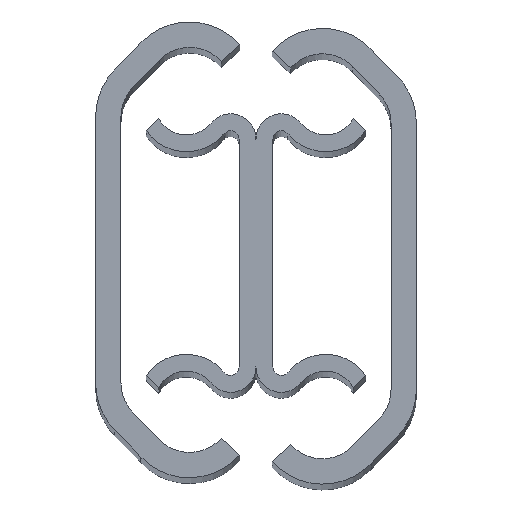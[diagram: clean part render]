
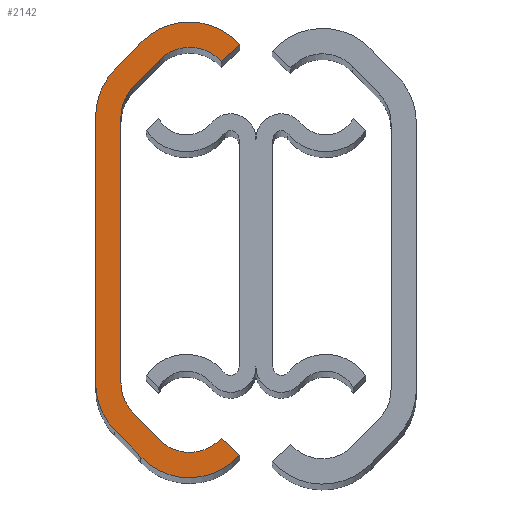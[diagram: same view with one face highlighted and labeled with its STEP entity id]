
A CAD part, top view. The second image highlights one B-rep face of the part: STEP entity #2142.
In plain terms, the highlighted planar face has unit normal (0, 0, 1).
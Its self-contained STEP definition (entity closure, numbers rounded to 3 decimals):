
#7 = VERTEX_POINT ( 'NONE', #1147 ) ;
#36 = ORIENTED_EDGE ( 'NONE', *, *, #2358, .T. ) ;
#47 = ORIENTED_EDGE ( 'NONE', *, *, #2293, .T. ) ;
#53 = ORIENTED_EDGE ( 'NONE', *, *, #2267, .T. ) ;
#67 = ORIENTED_EDGE ( 'NONE', *, *, #2148, .T. ) ;
#83 = ORIENTED_EDGE ( 'NONE', *, *, #2292, .T. ) ;
#86 = ORIENTED_EDGE ( 'NONE', *, *, #2227, .T. ) ;
#90 = ORIENTED_EDGE ( 'NONE', *, *, #2303, .T. ) ;
#98 = ORIENTED_EDGE ( 'NONE', *, *, #2236, .T. ) ;
#127 = VERTEX_POINT ( 'NONE', #1150 ) ;
#134 = VERTEX_POINT ( 'NONE', #1151 ) ;
#135 = VERTEX_POINT ( 'NONE', #1161 ) ;
#140 = VERTEX_POINT ( 'NONE', #1144 ) ;
#141 = ORIENTED_EDGE ( 'NONE', *, *, #2356, .T. ) ;
#162 = VERTEX_POINT ( 'NONE', #1141 ) ;
#171 = ORIENTED_EDGE ( 'NONE', *, *, #2278, .T. ) ;
#176 = EDGE_LOOP ( 'NONE', ( #171, #199, #83, #256, #98, #233, #47, #86, #214, #67, #223, #36, #141, #90, #53, #182 ) ) ;
#182 = ORIENTED_EDGE ( 'NONE', *, *, #2274, .T. ) ;
#195 = VERTEX_POINT ( 'NONE', #1171 ) ;
#199 = ORIENTED_EDGE ( 'NONE', *, *, #2295, .T. ) ;
#204 = VERTEX_POINT ( 'NONE', #1173 ) ;
#213 = VERTEX_POINT ( 'NONE', #1175 ) ;
#214 = ORIENTED_EDGE ( 'NONE', *, *, #2254, .T. ) ;
#223 = ORIENTED_EDGE ( 'NONE', *, *, #2312, .T. ) ;
#233 = ORIENTED_EDGE ( 'NONE', *, *, #2155, .T. ) ;
#248 = VERTEX_POINT ( 'NONE', #1181 ) ;
#256 = ORIENTED_EDGE ( 'NONE', *, *, #2233, .T. ) ;
#273 = VECTOR ( 'NONE', #1348, 1000. ) ;
#279 = AXIS2_PLACEMENT_3D ( 'NONE', #1323, #1324, #1325 ) ;
#317 = VECTOR ( 'NONE', #1335, 1000. ) ;
#374 = CIRCLE ( 'NONE', #392, 4. ) ;
#376 = AXIS2_PLACEMENT_3D ( 'NONE', #1063, #1062, #1037 ) ;
#378 = VECTOR ( 'NONE', #1021, 1000. ) ;
#388 = CIRCLE ( 'NONE', #396, 2.5 ) ;
#392 = AXIS2_PLACEMENT_3D ( 'NONE', #1050, #1034, #1044 ) ;
#396 = AXIS2_PLACEMENT_3D ( 'NONE', #993, #1002, #1006 ) ;
#400 = VECTOR ( 'NONE', #1059, 1000. ) ;
#416 = CIRCLE ( 'NONE', #376, 2.5 ) ;
#664 = FACE_OUTER_BOUND ( 'NONE', #176, .T. ) ;
#680 = VERTEX_POINT ( 'NONE', #1187 ) ;
#708 = LINE ( 'NONE', #1334, #317 ) ;
#712 = VERTEX_POINT ( 'NONE', #1196 ) ;
#724 = LINE ( 'NONE', #1686, #2012 ) ;
#752 = LINE ( 'NONE', #1109, #1816 ) ;
#795 = LINE ( 'NONE', #1022, #378 ) ;
#806 = VERTEX_POINT ( 'NONE', #1212 ) ;
#811 = VERTEX_POINT ( 'NONE', #1215 ) ;
#838 = VERTEX_POINT ( 'NONE', #1222 ) ;
#879 = LINE ( 'NONE', #1695, #2083 ) ;
#884 = LINE ( 'NONE', #1058, #400 ) ;
#921 = VERTEX_POINT ( 'NONE', #1241 ) ;
#928 = LINE ( 'NONE', #1347, #273 ) ;
#930 = VECTOR ( 'NONE', #1373, 1000. ) ;
#931 = AXIS2_PLACEMENT_3D ( 'NONE', #1768, #1700, #1785 ) ;
#942 = CIRCLE ( 'NONE', #931, 4. ) ;
#993 = CARTESIAN_POINT ( 'NONE',  ( 4., 7.884, 100. ) ) ;
#1002 = DIRECTION ( 'NONE',  ( 0., 0., -1. ) ) ;
#1006 = DIRECTION ( 'NONE',  ( 1., 0., 0. ) ) ;
#1021 = DIRECTION ( 'NONE',  ( -0.747, 0.664, 0. ) ) ;
#1022 = CARTESIAN_POINT ( 'NONE',  ( 8.55, -12.158, 100. ) ) ;
#1034 = DIRECTION ( 'NONE',  ( 0., 0., 1. ) ) ;
#1037 = DIRECTION ( 'NONE',  ( 1., 0., 0. ) ) ;
#1044 = DIRECTION ( 'NONE',  ( -1., 0., 0. ) ) ;
#1050 = CARTESIAN_POINT ( 'NONE',  ( 5.561, 9.5, 100. ) ) ;
#1058 = CARTESIAN_POINT ( 'NONE',  ( 0., 7.884, 100. ) ) ;
#1059 = DIRECTION ( 'NONE',  ( 0., -1., 0. ) ) ;
#1062 = DIRECTION ( 'NONE',  ( 0., 0., -1. ) ) ;
#1063 = CARTESIAN_POINT ( 'NONE',  ( 5.561, -9.5, 100. ) ) ;
#1078 = DIRECTION ( 'NONE',  ( -1., 0., 0. ) ) ;
#1095 = DIRECTION ( 'NONE',  ( 0., 0., 1. ) ) ;
#1098 = CARTESIAN_POINT ( 'NONE',  ( 4., -7.884, 100. ) ) ;
#1106 = DIRECTION ( 'NONE',  ( 1., 0., 0. ) ) ;
#1109 = CARTESIAN_POINT ( 'NONE',  ( 1.123, -10.663, 100. ) ) ;
#1112 = DIRECTION ( 'NONE',  ( 0.695, -0.719, 0. ) ) ;
#1129 = DIRECTION ( 'NONE',  ( 0., 0., 1. ) ) ;
#1131 = CARTESIAN_POINT ( 'NONE',  ( 5.561, -9.5, 100. ) ) ;
#1141 = CARTESIAN_POINT ( 'NONE',  ( 1.123, -10.663, 100. ) ) ;
#1144 = CARTESIAN_POINT ( 'NONE',  ( 2.202, 9.621, 100. ) ) ;
#1147 = CARTESIAN_POINT ( 'NONE',  ( 0., -7.884, 100. ) ) ;
#1150 = CARTESIAN_POINT ( 'NONE',  ( 1.123, 10.663, 100. ) ) ;
#1151 = CARTESIAN_POINT ( 'NONE',  ( 7.429, -11.161, 100. ) ) ;
#1161 = CARTESIAN_POINT ( 'NONE',  ( 7.429, 11.161, 100. ) ) ;
#1171 = CARTESIAN_POINT ( 'NONE',  ( 2.202, -9.621, 100. ) ) ;
#1173 = CARTESIAN_POINT ( 'NONE',  ( 3.762, -11.237, 100. ) ) ;
#1175 = CARTESIAN_POINT ( 'NONE',  ( 1.5, -7.884, 100. ) ) ;
#1181 = CARTESIAN_POINT ( 'NONE',  ( 3.762, 11.237, 100. ) ) ;
#1187 = CARTESIAN_POINT ( 'NONE',  ( 2.683, 12.279, 100. ) ) ;
#1196 = CARTESIAN_POINT ( 'NONE',  ( 0., 7.884, 100. ) ) ;
#1212 = CARTESIAN_POINT ( 'NONE',  ( 8.55, -12.158, 100. ) ) ;
#1215 = CARTESIAN_POINT ( 'NONE',  ( 1.5, 7.884, 100. ) ) ;
#1222 = CARTESIAN_POINT ( 'NONE',  ( 2.683, -12.279, 100. ) ) ;
#1241 = CARTESIAN_POINT ( 'NONE',  ( 8.55, 12.158, 100. ) ) ;
#1322 = PLANE ( 'NONE',  #279 ) ;
#1323 = CARTESIAN_POINT ( 'NONE',  ( 5.561, -9.5, 100. ) ) ;
#1324 = DIRECTION ( 'NONE',  ( 0., 0., 1. ) ) ;
#1325 = DIRECTION ( 'NONE',  ( 1., 0., 0. ) ) ;
#1334 = CARTESIAN_POINT ( 'NONE',  ( 8.55, 12.158, 100. ) ) ;
#1335 = DIRECTION ( 'NONE',  ( 0.747, 0.664, 0. ) ) ;
#1347 = CARTESIAN_POINT ( 'NONE',  ( 1.5, 7.884, 100. ) ) ;
#1348 = DIRECTION ( 'NONE',  ( 0., 1., 0. ) ) ;
#1371 = CARTESIAN_POINT ( 'NONE',  ( 1.123, 10.663, 100. ) ) ;
#1373 = DIRECTION ( 'NONE',  ( -0.695, -0.719, 0. ) ) ;
#1626 = DIRECTION ( 'NONE',  ( 0., 0., -1. ) ) ;
#1627 = CARTESIAN_POINT ( 'NONE',  ( 5.561, 9.5, 100. ) ) ;
#1633 = DIRECTION ( 'NONE',  ( -1., 0., 0. ) ) ;
#1643 = DIRECTION ( 'NONE',  ( 0., 0., -1. ) ) ;
#1644 = CARTESIAN_POINT ( 'NONE',  ( 4., -7.884, 100. ) ) ;
#1645 = DIRECTION ( 'NONE',  ( -1., 0., 0. ) ) ;
#1686 = CARTESIAN_POINT ( 'NONE',  ( 2.202, -9.621, 100. ) ) ;
#1688 = DIRECTION ( 'NONE',  ( -0.695, 0.719, 0. ) ) ;
#1689 = DIRECTION ( 'NONE',  ( 0.695, 0.719, 0. ) ) ;
#1695 = CARTESIAN_POINT ( 'NONE',  ( 2.202, 9.621, 100. ) ) ;
#1700 = DIRECTION ( 'NONE',  ( 0., 0., 1. ) ) ;
#1768 = CARTESIAN_POINT ( 'NONE',  ( 4., 7.884, 100. ) ) ;
#1785 = DIRECTION ( 'NONE',  ( 1., 0., 0. ) ) ;
#1788 = CIRCLE ( 'NONE', #1827, 4. ) ;
#1789 = CIRCLE ( 'NONE', #1834, 4. ) ;
#1801 = CIRCLE ( 'NONE', #1836, 2.5 ) ;
#1816 = VECTOR ( 'NONE', #1112, 1000. ) ;
#1827 = AXIS2_PLACEMENT_3D ( 'NONE', #1098, #1095, #1078 ) ;
#1834 = AXIS2_PLACEMENT_3D ( 'NONE', #1131, #1129, #1106 ) ;
#1836 = AXIS2_PLACEMENT_3D ( 'NONE', #1627, #1626, #1633 ) ;
#1907 = LINE ( 'NONE', #1371, #930 ) ;
#1996 = AXIS2_PLACEMENT_3D ( 'NONE', #1644, #1643, #1645 ) ;
#2012 = VECTOR ( 'NONE', #1688, 1000. ) ;
#2020 = CIRCLE ( 'NONE', #1996, 2.5 ) ;
#2083 = VECTOR ( 'NONE', #1689, 1000. ) ;
#2142 = ADVANCED_FACE ( 'NONE', ( #664 ), #1322, .T. ) ;
#2148 = EDGE_CURVE ( 'NONE', #135, #921, #708, .T. ) ;
#2155 = EDGE_CURVE ( 'NONE', #213, #811, #928, .T. ) ;
#2227 = EDGE_CURVE ( 'NONE', #140, #248, #879, .T. ) ;
#2233 = EDGE_CURVE ( 'NONE', #204, #195, #724, .T. ) ;
#2236 = EDGE_CURVE ( 'NONE', #195, #213, #2020, .T. ) ;
#2254 = EDGE_CURVE ( 'NONE', #248, #135, #1801, .T. ) ;
#2267 = EDGE_CURVE ( 'NONE', #7, #162, #1788, .T. ) ;
#2274 = EDGE_CURVE ( 'NONE', #162, #838, #752, .T. ) ;
#2278 = EDGE_CURVE ( 'NONE', #838, #806, #1789, .T. ) ;
#2292 = EDGE_CURVE ( 'NONE', #134, #204, #416, .T. ) ;
#2293 = EDGE_CURVE ( 'NONE', #811, #140, #388, .T. ) ;
#2295 = EDGE_CURVE ( 'NONE', #806, #134, #795, .T. ) ;
#2303 = EDGE_CURVE ( 'NONE', #712, #7, #884, .T. ) ;
#2312 = EDGE_CURVE ( 'NONE', #921, #680, #374, .T. ) ;
#2356 = EDGE_CURVE ( 'NONE', #127, #712, #942, .T. ) ;
#2358 = EDGE_CURVE ( 'NONE', #680, #127, #1907, .T. ) ;
